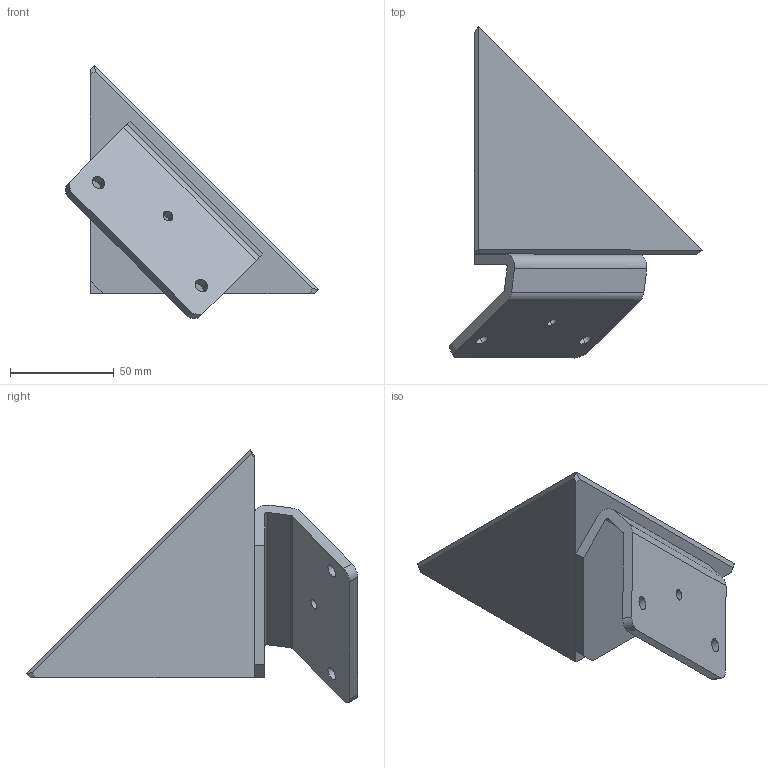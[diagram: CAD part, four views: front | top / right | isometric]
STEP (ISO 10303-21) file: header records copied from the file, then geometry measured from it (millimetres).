
FILE_DESCRIPTION (( 'STEP AP214' ), '1' );
FILE_NAME ('FMWRL0600_3D.step', '2023-10-23T16:47:43', ( '' ), ( '' ), 'SwSTEP 2.0', 'SolidWorks 2022', '' );
FILE_SCHEMA (( 'AUTOMOTIVE_DESIGN' ));
Length unit declared in the file: inch
Products named in the file (3): 152.4^FMWRL0600; FMWRL0600_3D; 152.4 Ö§¼Ü^FMWRL0600
Assembly tree (2 placements, depth 2):
  FMWRL0600_3D
    152.4^FMWRL0600
    152.4 Ö§¼Ü^FMWRL0600
Bounding box: 121.89 x 159.61 x 121.89 mm (x, y, z)
Volume: 85249.8 mm3; surface area: 58750 mm2
Topology: 2 solids, 2 shells, 36 faces, 90 edges, 58 vertices
Faces by surface type: plane 24, cylinder 12
Entity records: 1206 total; most frequent: DIRECTION 196, CARTESIAN_POINT 189, ORIENTED_EDGE 180, EDGE_CURVE 90, VECTOR 66, LINE 66, AXIS2_PLACEMENT_3D 65, VERTEX_POINT 58
